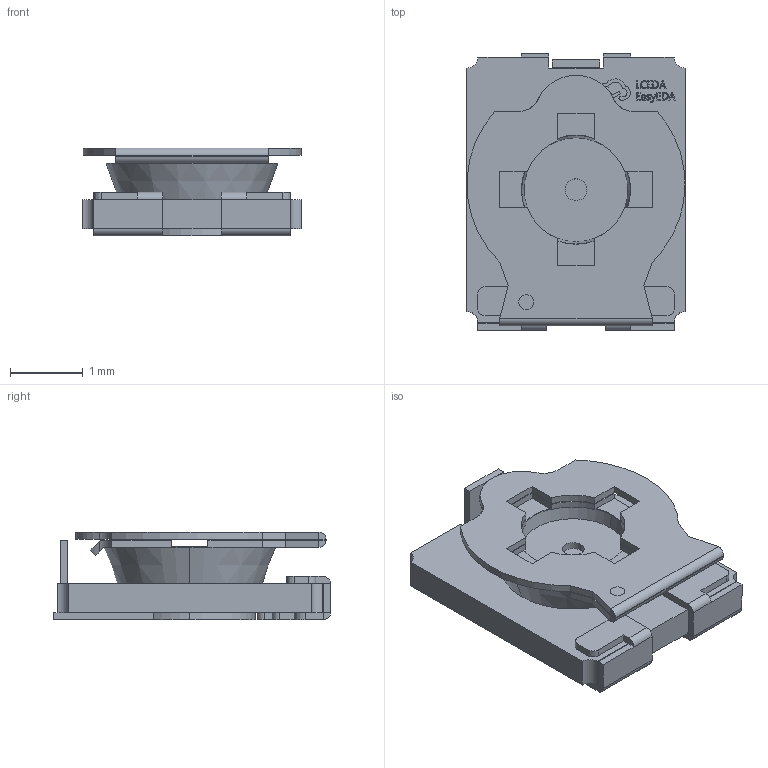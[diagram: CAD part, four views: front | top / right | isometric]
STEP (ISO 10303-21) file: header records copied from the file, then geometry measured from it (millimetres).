
FILE_DESCRIPTION (( 'STEP AP214' ), '1' );
FILE_NAME ('RES-ADJ-SMD_3P-L3.0-W3.8-P1.75-BR.step', '2022-07-28T08:36:09', ( '' ), ( '' ), 'SwSTEP 2.0', 'SolidWorks 2020', '' );
FILE_SCHEMA (( 'AUTOMOTIVE_DESIGN' ));
Length unit declared in the file: millimetre
Products named in the file (1): RES-ADJ-SMD_3P-L3.0-W3.8-P1.75-BR
Bounding box: 3 x 3.81 x 1.21 mm (x, y, z)
Volume: 7.5 mm3; surface area: 66.8 mm2
Topology: 4 solids, 4 shells, 430 faces, 1138 edges, 740 vertices
Faces by surface type: plane 271, bspline 98, cylinder 53, cone 6, torus 2
Entity records: 18502 total; most frequent: CARTESIAN_POINT 3660, ORIENTED_EDGE 2276, DIRECTION 1716, EDGE_CURVE 1138, VECTOR 802, LINE 802, VERTEX_POINT 740, EDGE_LOOP 458
